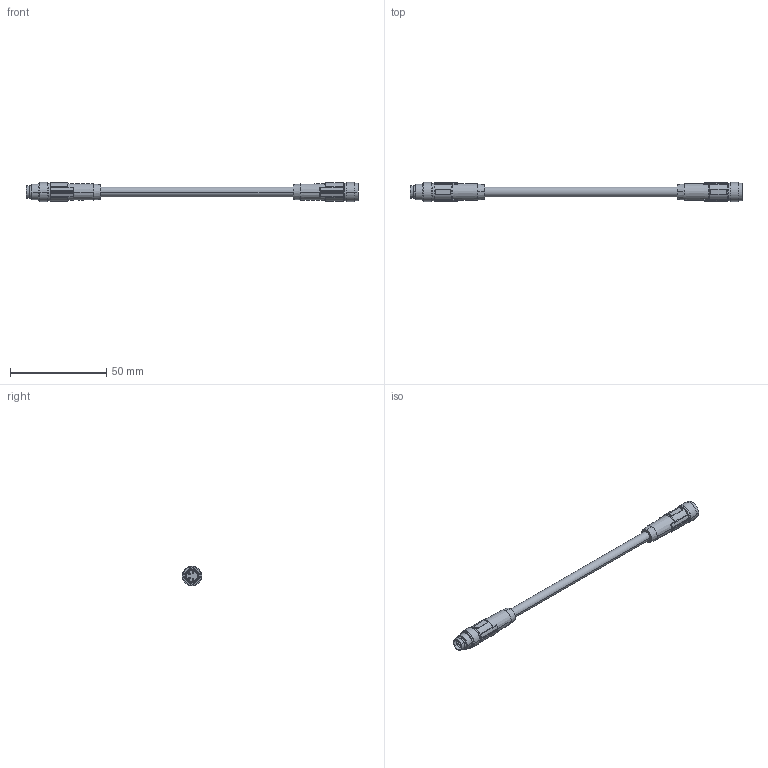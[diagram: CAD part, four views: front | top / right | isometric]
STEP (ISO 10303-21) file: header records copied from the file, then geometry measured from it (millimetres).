
FILE_DESCRIPTION(('SolidDesigner STEP Export'),'2;1');
FILE_NAME('1406001_SAC_4P_M8MS_1.5_542_M8FS_SH_BK-select.stp','2013-07-02T10:37:07',(''),(''),'Creo Elements/Direct Modeling STEP processor for AP214 (Solid Model)','Creo Elements/Direct Modeling 18.1 06-May-2012 (C) Parametric Technology GmbH','');
FILE_SCHEMA(('AUTOMOTIVE_DESIGN { 1 0 10303 214 1 1 1 1 }'));
Length unit declared in the file: millimetre
Products named in the file (1): 1406001_SAC_4P_M8MS_1.5_542_M8FS_SH_BK-select
Bounding box: 172.4 x 10 x 10 mm (x, y, z)
Volume: 6249.2 mm3; surface area: 4415.2 mm2
Topology: 1 solids, 1 shells, 178 faces, 439 edges, 289 vertices
Faces by surface type: cylinder 95, plane 61, cone 18, torus 4
Entity records: 7963 total; most frequent: CARTESIAN_POINT 2650, ORIENTED_EDGE 878, DIRECTION 706, EDGE_CURVE 439, VERTEX_POINT 289, AXIS2_PLACEMENT_3D 281, EDGE_LOOP 204, COLOUR_RGB 179
